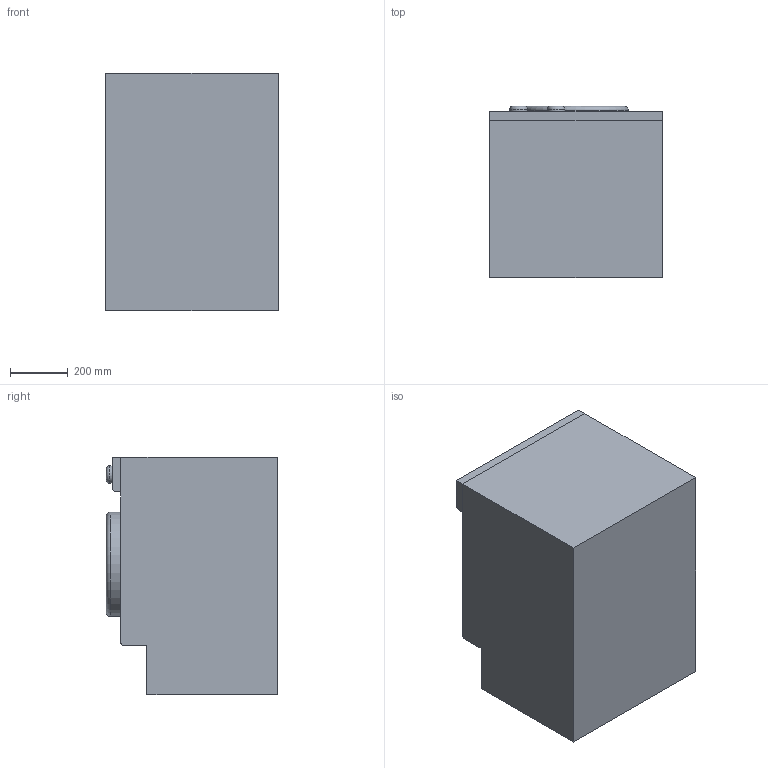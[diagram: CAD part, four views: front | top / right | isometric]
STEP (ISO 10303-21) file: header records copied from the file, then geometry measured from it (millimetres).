
FILE_DESCRIPTION(('FreeCAD Model'),'2;1');
FILE_NAME('LaundryMachine_600mm.step','2019-11-16T09:09:50',('Author'),(''), 'Open CASCADE STEP processor 7.3','FreeCAD','Unknown');
FILE_SCHEMA(('AUTOMOTIVE_DESIGN { 1 0 10303 214 1 1 1 1 }'));
Length unit declared in the file: millimetre
Products named in the file (1): LaundryMachine_600mm
Bounding box: 596 x 591 x 820 mm (x, y, z)
Volume: 257258749.3 mm3; surface area: 2636903.3 mm2
Topology: 1 solids, 1 shells, 31 faces, 62 edges, 38 vertices
Faces by surface type: plane 18, cylinder 7, torus 6
Full cylindrical faces by diameter (mm): 60 x2, 200 x1, 300 x1, 360 x1
Entity records: 1644 total; most frequent: CARTESIAN_POINT 286, DIRECTION 271, LINE 146, VECTOR 146, ORIENTED_EDGE 124, PCURVE 124, DEFINITIONAL_REPRESENTATION 124, EDGE_CURVE 62
